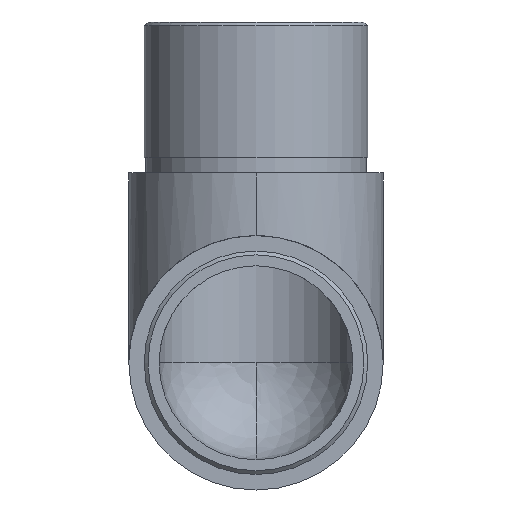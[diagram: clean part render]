
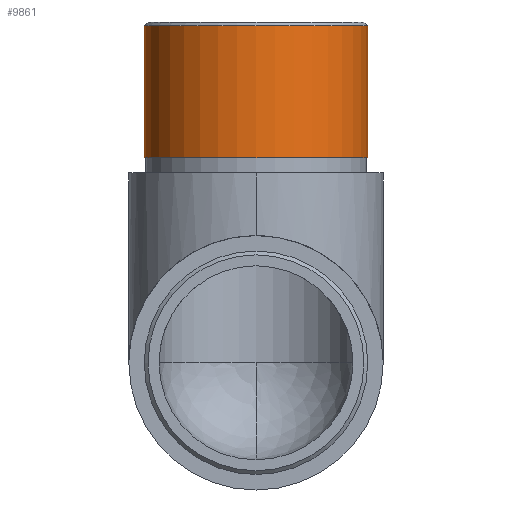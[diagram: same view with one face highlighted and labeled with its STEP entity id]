
A CAD part, front view. The second image highlights one B-rep face of the part: STEP entity #9861.
In plain terms, the highlighted cylindrical face has radius 14.8 mm (diameter 29.6 mm), a full revolution.
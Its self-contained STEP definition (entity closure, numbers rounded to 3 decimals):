
#965 = DIRECTION ( 'NONE',  ( 0., 0., -1. ) ) ;
#1385 = EDGE_LOOP ( 'NONE', ( #1720 ) ) ;
#1652 = EDGE_CURVE ( 'NONE', #8712, #8712, #11005, .T. ) ;
#1720 = ORIENTED_EDGE ( 'NONE', *, *, #11258, .T. ) ;
#2822 = DIRECTION ( 'NONE',  ( -1., 0., 0. ) ) ;
#3400 = DIRECTION ( 'NONE',  ( 0., 0., -1. ) ) ;
#3652 = CARTESIAN_POINT ( 'NONE',  ( 0., 25.15, 62. ) ) ;
#3681 = ORIENTED_EDGE ( 'NONE', *, *, #1652, .T. ) ;
#4360 = CARTESIAN_POINT ( 'NONE',  ( 0., 25.15, 44. ) ) ;
#4674 = AXIS2_PLACEMENT_3D ( 'NONE', #3652, #965, #2822 ) ;
#5063 = AXIS2_PLACEMENT_3D ( 'NONE', #4360, #11800, #6160 ) ;
#5170 = DIRECTION ( 'NONE',  ( 1., 0., 0. ) ) ;
#5294 = CARTESIAN_POINT ( 'NONE',  ( 0., 25.15, 61.5 ) ) ;
#5722 = CARTESIAN_POINT ( 'NONE',  ( 14.8, 25.15, 61.5 ) ) ;
#6160 = DIRECTION ( 'NONE',  ( 1., 0., 0. ) ) ;
#7845 = FACE_OUTER_BOUND ( 'NONE', #1385, .T. ) ;
#8436 = CIRCLE ( 'NONE', #5063, 14.8 ) ;
#8541 = CARTESIAN_POINT ( 'NONE',  ( 14.8, 25.15, 44. ) ) ;
#8712 = VERTEX_POINT ( 'NONE', #5722 ) ;
#9861 = ADVANCED_FACE ( 'NONE', ( #11951, #7845 ), #10036, .T. ) ;
#10036 = CYLINDRICAL_SURFACE ( 'NONE', #4674, 14.8 ) ;
#10909 = AXIS2_PLACEMENT_3D ( 'NONE', #5294, #3400, #5170 ) ;
#11005 = CIRCLE ( 'NONE', #10909, 14.8 ) ;
#11258 = EDGE_CURVE ( 'NONE', #11762, #11762, #8436, .T. ) ;
#11485 = EDGE_LOOP ( 'NONE', ( #3681 ) ) ;
#11762 = VERTEX_POINT ( 'NONE', #8541 ) ;
#11800 = DIRECTION ( 'NONE',  ( 0., 0., 1. ) ) ;
#11951 = FACE_OUTER_BOUND ( 'NONE', #11485, .T. ) ;
